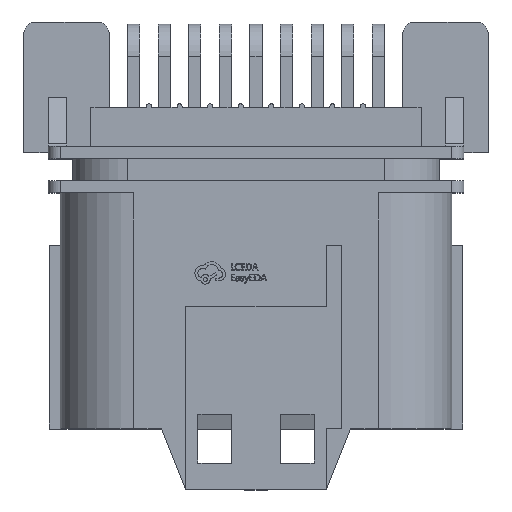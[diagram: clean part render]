
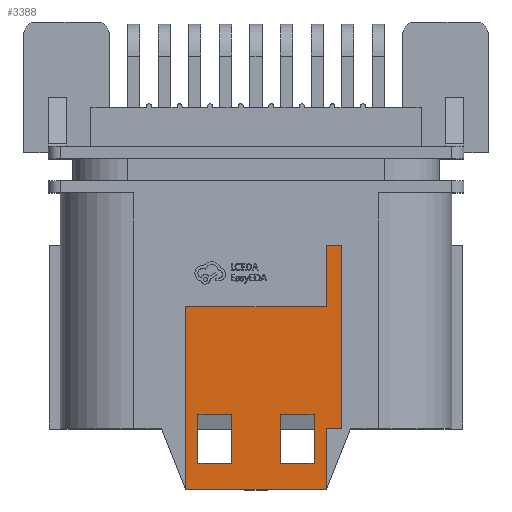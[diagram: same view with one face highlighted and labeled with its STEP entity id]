
A CAD part, top view. The second image highlights one B-rep face of the part: STEP entity #3388.
In plain terms, the highlighted planar face has unit normal (0, 0, 1).
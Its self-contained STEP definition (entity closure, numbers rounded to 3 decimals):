
#568 = CARTESIAN_POINT ( 'NONE',  ( 2., -2.8, 10.1 ) ) ;
#1026 = VERTEX_POINT ( 'NONE', #21401 ) ;
#1503 = CARTESIAN_POINT ( 'NONE',  ( 7., 15., 10.1 ) ) ;
#1831 = CARTESIAN_POINT ( 'NONE',  ( -2., 1.2, 10.1 ) ) ;
#1837 = EDGE_LOOP ( 'NONE', ( #26320, #5510, #6621, #29521, #31229, #22701, #2930, #14373 ) ) ;
#1965 = CARTESIAN_POINT ( 'NONE',  ( 5.75, 0., 10.1 ) ) ;
#2568 = VECTOR ( 'NONE', #34260, 1000. ) ;
#2664 = VERTEX_POINT ( 'NONE', #33038 ) ;
#2733 = VECTOR ( 'NONE', #25025, 1000. ) ;
#2930 = ORIENTED_EDGE ( 'NONE', *, *, #8416, .F. ) ;
#3388 = ADVANCED_FACE ( 'NONE', ( #24632, #9303, #30086 ), #21275, .F. ) ;
#3466 = DIRECTION ( 'NONE',  ( 0., 1., 0. ) ) ;
#3653 = CARTESIAN_POINT ( 'NONE',  ( 4.75, -2.8, 10.1 ) ) ;
#3934 = VECTOR ( 'NONE', #10090, 1000. ) ;
#4205 = EDGE_LOOP ( 'NONE', ( #32364, #21567, #21780, #36821 ) ) ;
#5362 = EDGE_CURVE ( 'NONE', #2664, #16544, #38451, .T. ) ;
#5510 = ORIENTED_EDGE ( 'NONE', *, *, #28734, .T. ) ;
#6184 = DIRECTION ( 'NONE',  ( 0., 1., 0. ) ) ;
#6496 = CARTESIAN_POINT ( 'NONE',  ( 4.75, -2.8, 10.1 ) ) ;
#6572 = DIRECTION ( 'NONE',  ( -1., 0., 0. ) ) ;
#6621 = ORIENTED_EDGE ( 'NONE', *, *, #35139, .T. ) ;
#6771 = CARTESIAN_POINT ( 'NONE',  ( 2., -2.8, 10.1 ) ) ;
#6906 = LINE ( 'NONE', #27716, #32136 ) ;
#7175 = LINE ( 'NONE', #1503, #2568 ) ;
#7698 = EDGE_CURVE ( 'NONE', #13396, #31598, #18751, .T. ) ;
#8416 = EDGE_CURVE ( 'NONE', #17423, #23226, #16196, .T. ) ;
#8991 = EDGE_CURVE ( 'NONE', #32651, #21372, #10047, .T. ) ;
#9065 = VECTOR ( 'NONE', #29899, 1000. ) ;
#9303 = FACE_BOUND ( 'NONE', #4205, .T. ) ;
#9496 = VERTEX_POINT ( 'NONE', #26178 ) ;
#9619 = CARTESIAN_POINT ( 'NONE',  ( -4.75, -2.8, 10.1 ) ) ;
#10047 = LINE ( 'NONE', #6496, #23360 ) ;
#10090 = DIRECTION ( 'NONE',  ( 0., 1., 0. ) ) ;
#10387 = CARTESIAN_POINT ( 'NONE',  ( 4.75, 1.2, 10.1 ) ) ;
#10620 = CARTESIAN_POINT ( 'NONE',  ( -4.75, 1.2, 10.1 ) ) ;
#10704 = ORIENTED_EDGE ( 'NONE', *, *, #28330, .F. ) ;
#10719 = CARTESIAN_POINT ( 'NONE',  ( 7., 0., 10.1 ) ) ;
#11113 = DIRECTION ( 'NONE',  ( -1., 0., 0. ) ) ;
#11501 = VECTOR ( 'NONE', #21930, 1000. ) ;
#11644 = VERTEX_POINT ( 'NONE', #10719 ) ;
#11899 = CARTESIAN_POINT ( 'NONE',  ( 5.75, -5., 10.1 ) ) ;
#12782 = EDGE_CURVE ( 'NONE', #13217, #28394, #6906, .T. ) ;
#13217 = VERTEX_POINT ( 'NONE', #11899 ) ;
#13396 = VERTEX_POINT ( 'NONE', #38762 ) ;
#14353 = DIRECTION ( 'NONE',  ( -1., 0., 0. ) ) ;
#14373 = ORIENTED_EDGE ( 'NONE', *, *, #17137, .F. ) ;
#14455 = DIRECTION ( 'NONE',  ( -1., 0., 0. ) ) ;
#14688 = VECTOR ( 'NONE', #6184, 1000. ) ;
#15063 = EDGE_CURVE ( 'NONE', #31598, #23226, #16467, .T. ) ;
#15183 = EDGE_CURVE ( 'NONE', #9496, #32357, #25305, .T. ) ;
#15255 = LINE ( 'NONE', #3653, #38307 ) ;
#15622 = CARTESIAN_POINT ( 'NONE',  ( -5.75, -5., 10.1 ) ) ;
#15787 = CARTESIAN_POINT ( 'NONE',  ( 5.75, 15., 10.1 ) ) ;
#16196 = LINE ( 'NONE', #37162, #3934 ) ;
#16467 = LINE ( 'NONE', #34313, #20409 ) ;
#16544 = VERTEX_POINT ( 'NONE', #9619 ) ;
#17137 = EDGE_CURVE ( 'NONE', #13217, #17423, #30501, .T. ) ;
#17423 = VERTEX_POINT ( 'NONE', #19619 ) ;
#17816 = LINE ( 'NONE', #29940, #14688 ) ;
#18310 = VERTEX_POINT ( 'NONE', #1831 ) ;
#18751 = LINE ( 'NONE', #15787, #2733 ) ;
#19263 = DIRECTION ( 'NONE',  ( 1., 0., 0. ) ) ;
#19325 = DIRECTION ( 'NONE',  ( 0., 1., 0. ) ) ;
#19619 = CARTESIAN_POINT ( 'NONE',  ( -5.75, -5., 10.1 ) ) ;
#19680 = CARTESIAN_POINT ( 'NONE',  ( -5.75, -5., 10.1 ) ) ;
#20409 = VECTOR ( 'NONE', #14455, 1000. ) ;
#20854 = VECTOR ( 'NONE', #14353, 1000. ) ;
#21077 = ORIENTED_EDGE ( 'NONE', *, *, #8991, .F. ) ;
#21275 = PLANE ( 'NONE',  #27115 ) ;
#21372 = VERTEX_POINT ( 'NONE', #37251 ) ;
#21401 = CARTESIAN_POINT ( 'NONE',  ( 7., 15., 10.1 ) ) ;
#21402 = CARTESIAN_POINT ( 'NONE',  ( -4.75, -2.8, 10.1 ) ) ;
#21476 = EDGE_LOOP ( 'NONE', ( #23522, #27124, #10704, #21077 ) ) ;
#21567 = ORIENTED_EDGE ( 'NONE', *, *, #37848, .F. ) ;
#21780 = ORIENTED_EDGE ( 'NONE', *, *, #5362, .F. ) ;
#21930 = DIRECTION ( 'NONE',  ( 0., -1., 0. ) ) ;
#22014 = DIRECTION ( 'NONE',  ( 1., 0., 0. ) ) ;
#22701 = ORIENTED_EDGE ( 'NONE', *, *, #15063, .T. ) ;
#22720 = CARTESIAN_POINT ( 'NONE',  ( -5.75, 10., 10.1 ) ) ;
#23177 = EDGE_CURVE ( 'NONE', #32357, #32651, #37031, .T. ) ;
#23207 = LINE ( 'NONE', #10620, #20854 ) ;
#23226 = VERTEX_POINT ( 'NONE', #22720 ) ;
#23360 = VECTOR ( 'NONE', #22014, 1000. ) ;
#23522 = ORIENTED_EDGE ( 'NONE', *, *, #23177, .F. ) ;
#24145 = DIRECTION ( 'NONE',  ( 0., -1., 0. ) ) ;
#24241 = DIRECTION ( 'NONE',  ( 0., 1., 0. ) ) ;
#24327 = CARTESIAN_POINT ( 'NONE',  ( 5.75, 10., 10.1 ) ) ;
#24632 = FACE_BOUND ( 'NONE', #21476, .T. ) ;
#25025 = DIRECTION ( 'NONE',  ( 0., -1., 0. ) ) ;
#25305 = LINE ( 'NONE', #10387, #29801 ) ;
#26178 = CARTESIAN_POINT ( 'NONE',  ( 4.75, 1.2, 10.1 ) ) ;
#26320 = ORIENTED_EDGE ( 'NONE', *, *, #12782, .T. ) ;
#26799 = VECTOR ( 'NONE', #6572, 1000. ) ;
#27115 = AXIS2_PLACEMENT_3D ( 'NONE', #19680, #36964, #19325 ) ;
#27124 = ORIENTED_EDGE ( 'NONE', *, *, #15183, .F. ) ;
#27216 = VECTOR ( 'NONE', #24145, 1000. ) ;
#27387 = VECTOR ( 'NONE', #19263, 1000. ) ;
#27716 = CARTESIAN_POINT ( 'NONE',  ( 5.75, -5., 10.1 ) ) ;
#28330 = EDGE_CURVE ( 'NONE', #21372, #9496, #15255, .T. ) ;
#28394 = VERTEX_POINT ( 'NONE', #34055 ) ;
#28465 = EDGE_CURVE ( 'NONE', #1026, #13396, #7175, .T. ) ;
#28734 = EDGE_CURVE ( 'NONE', #28394, #11644, #34944, .T. ) ;
#29521 = ORIENTED_EDGE ( 'NONE', *, *, #28465, .T. ) ;
#29801 = VECTOR ( 'NONE', #11113, 1000. ) ;
#29899 = DIRECTION ( 'NONE',  ( 0., 1., 0. ) ) ;
#29940 = CARTESIAN_POINT ( 'NONE',  ( -2., -2.8, 10.1 ) ) ;
#30086 = FACE_OUTER_BOUND ( 'NONE', #1837, .T. ) ;
#30088 = CARTESIAN_POINT ( 'NONE',  ( 7., 0., 10.1 ) ) ;
#30501 = LINE ( 'NONE', #15622, #26799 ) ;
#30597 = EDGE_CURVE ( 'NONE', #18310, #2664, #23207, .T. ) ;
#30986 = LINE ( 'NONE', #21402, #27387 ) ;
#31229 = ORIENTED_EDGE ( 'NONE', *, *, #7698, .T. ) ;
#31598 = VERTEX_POINT ( 'NONE', #24327 ) ;
#32136 = VECTOR ( 'NONE', #24241, 1000. ) ;
#32357 = VERTEX_POINT ( 'NONE', #38705 ) ;
#32364 = ORIENTED_EDGE ( 'NONE', *, *, #34852, .F. ) ;
#32651 = VERTEX_POINT ( 'NONE', #6771 ) ;
#32730 = CARTESIAN_POINT ( 'NONE',  ( -4.75, -2.8, 10.1 ) ) ;
#33038 = CARTESIAN_POINT ( 'NONE',  ( -4.75, 1.2, 10.1 ) ) ;
#33317 = CARTESIAN_POINT ( 'NONE',  ( -2., -2.8, 10.1 ) ) ;
#33863 = VECTOR ( 'NONE', #34530, 1000. ) ;
#34055 = CARTESIAN_POINT ( 'NONE',  ( 5.75, 0., 10.1 ) ) ;
#34260 = DIRECTION ( 'NONE',  ( -1., 0., 0. ) ) ;
#34313 = CARTESIAN_POINT ( 'NONE',  ( 5.75, 10., 10.1 ) ) ;
#34530 = DIRECTION ( 'NONE',  ( 1., 0., 0. ) ) ;
#34852 = EDGE_CURVE ( 'NONE', #35427, #18310, #17816, .T. ) ;
#34944 = LINE ( 'NONE', #1965, #33863 ) ;
#35139 = EDGE_CURVE ( 'NONE', #11644, #1026, #38580, .T. ) ;
#35427 = VERTEX_POINT ( 'NONE', #33317 ) ;
#36821 = ORIENTED_EDGE ( 'NONE', *, *, #30597, .F. ) ;
#36964 = DIRECTION ( 'NONE',  ( 0., 0., -1. ) ) ;
#37031 = LINE ( 'NONE', #568, #11501 ) ;
#37162 = CARTESIAN_POINT ( 'NONE',  ( -5.75, -5., 10.1 ) ) ;
#37251 = CARTESIAN_POINT ( 'NONE',  ( 4.75, -2.8, 10.1 ) ) ;
#37848 = EDGE_CURVE ( 'NONE', #16544, #35427, #30986, .T. ) ;
#38307 = VECTOR ( 'NONE', #3466, 1000. ) ;
#38451 = LINE ( 'NONE', #32730, #27216 ) ;
#38580 = LINE ( 'NONE', #30088, #9065 ) ;
#38705 = CARTESIAN_POINT ( 'NONE',  ( 2., 1.2, 10.1 ) ) ;
#38762 = CARTESIAN_POINT ( 'NONE',  ( 5.75, 15., 10.1 ) ) ;
